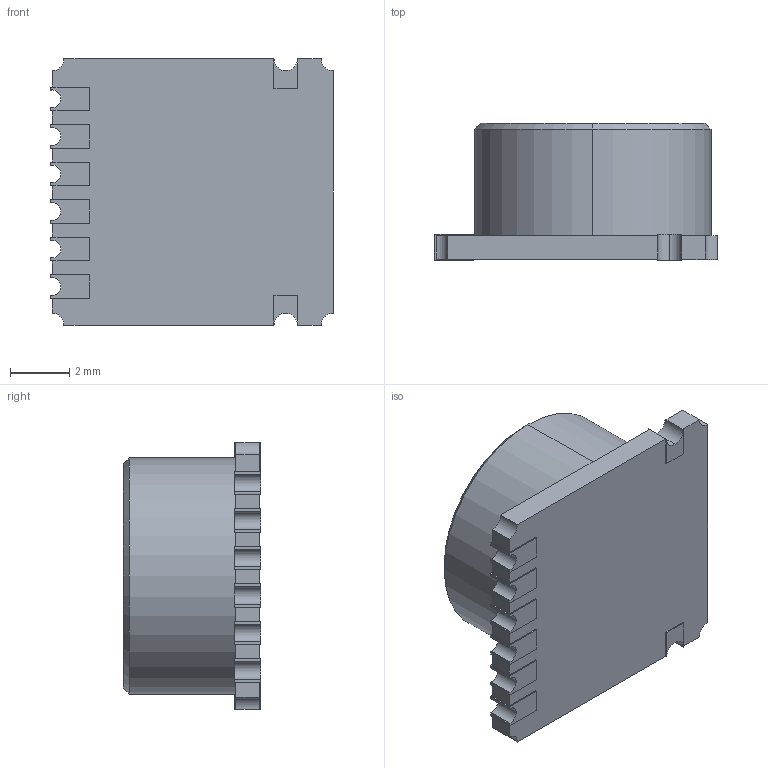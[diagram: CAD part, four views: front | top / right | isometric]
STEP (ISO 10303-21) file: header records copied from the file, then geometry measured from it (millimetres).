
FILE_DESCRIPTION (( 'STEP AP214' ), '1' );
FILE_NAME ('HP03SA.STEP', '2018-02-07T20:23:02', ( '' ), ( '' ), 'SwSTEP 2.0', 'SolidWorks 2015', '' );
FILE_SCHEMA (( 'AUTOMOTIVE_DESIGN' ));
Length unit declared in the file: millimetre
Products named in the file (1): HP03SA
Bounding box: 9.54 x 4.64 x 9 mm (x, y, z)
Volume: 150.2 mm3; surface area: 364.5 mm2
Topology: 1 solids, 1 shells, 113 faces, 315 edges, 206 vertices
Faces by surface type: plane 80, cylinder 29, cone 4
Entity records: 4872 total; most frequent: CARTESIAN_POINT 635, ORIENTED_EDGE 630, DIRECTION 605, EDGE_CURVE 315, VECTOR 253, LINE 253, VERTEX_POINT 206, AXIS2_PLACEMENT_3D 176
